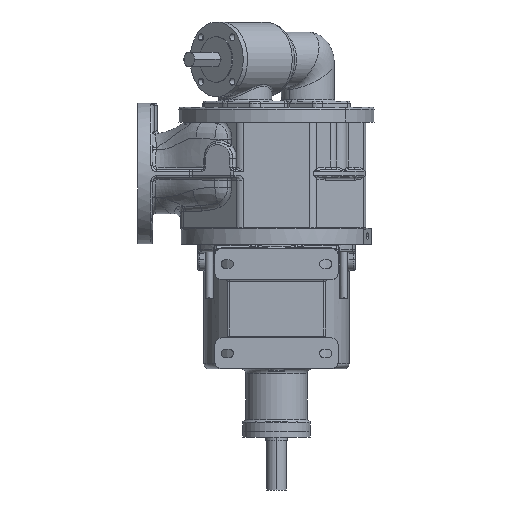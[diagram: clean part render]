
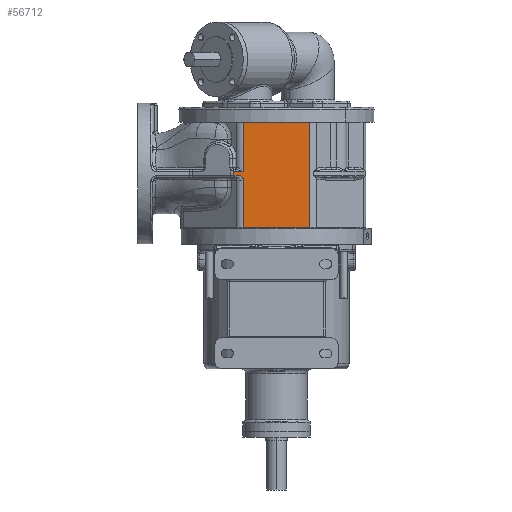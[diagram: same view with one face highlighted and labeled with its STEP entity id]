
A CAD part, front view. The second image highlights one B-rep face of the part: STEP entity #56712.
In plain terms, the highlighted planar face has unit normal (0, -1, 0).
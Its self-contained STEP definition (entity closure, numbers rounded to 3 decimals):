
#10675=DIRECTION('',(0.,0.,-1.));
#10676=VECTOR('',#10675,80.);
#10677=CARTESIAN_POINT('',(-53.848,-145.,168.5));
#10678=LINE('',#10677,#10676);
#10717=DIRECTION('',(-1.,0.,0.));
#10718=VECTOR('',#10717,107.696);
#10719=CARTESIAN_POINT('',(53.848,-145.,168.5));
#10720=LINE('',#10719,#10718);
#10721=DIRECTION('',(0.,0.,-1.));
#10722=VECTOR('',#10721,171.5);
#10723=CARTESIAN_POINT('',(53.848,-145.,168.5));
#10724=LINE('',#10723,#10722);
#10725=DIRECTION('',(-1.,0.,0.));
#10726=VECTOR('',#10725,107.696);
#10727=CARTESIAN_POINT('',(53.848,-145.,-3.));
#10728=LINE('',#10727,#10726);
#10729=CARTESIAN_POINT('',(-53.848,-145.,74.5));
#10730=CARTESIAN_POINT('',(-53.848,-145.,74.581));
#10731=CARTESIAN_POINT('',(-53.851,-145.,74.742));
#10732=CARTESIAN_POINT('',(-53.865,-145.,74.984));
#10733=CARTESIAN_POINT('',(-53.89,-145.,75.226));
#10734=CARTESIAN_POINT('',(-53.924,-145.,75.468));
#10735=CARTESIAN_POINT('',(-53.968,-145.,75.712));
#10736=CARTESIAN_POINT('',(-54.022,-145.,75.958));
#10737=CARTESIAN_POINT('',(-54.088,-145.,76.207));
#10738=CARTESIAN_POINT('',(-54.165,-145.,76.459));
#10739=CARTESIAN_POINT('',(-54.254,-145.,76.715));
#10740=CARTESIAN_POINT('',(-54.355,-145.,76.973));
#10741=CARTESIAN_POINT('',(-54.47,-145.,77.235));
#10742=CARTESIAN_POINT('',(-54.597,-145.,77.499));
#10743=CARTESIAN_POINT('',(-54.737,-145.,77.765));
#10744=CARTESIAN_POINT('',(-54.891,-145.,78.031));
#10745=CARTESIAN_POINT('',(-55.058,-145.,78.297));
#10746=CARTESIAN_POINT('',(-55.237,-145.,78.561));
#10747=CARTESIAN_POINT('',(-55.428,-145.,78.821));
#10748=CARTESIAN_POINT('',(-55.631,-145.,79.078));
#10749=CARTESIAN_POINT('',(-55.844,-145.,79.329));
#10750=CARTESIAN_POINT('',(-56.068,-145.,79.573));
#10751=CARTESIAN_POINT('',(-56.302,-145.,79.81));
#10752=CARTESIAN_POINT('',(-56.544,-145.,80.04));
#10753=CARTESIAN_POINT('',(-56.795,-145.,80.261));
#10754=CARTESIAN_POINT('',(-57.054,-145.,80.473));
#10755=CARTESIAN_POINT('',(-57.321,-145.,80.676));
#10756=CARTESIAN_POINT('',(-57.595,-145.,80.869));
#10757=CARTESIAN_POINT('',(-57.876,-145.,81.053));
#10758=CARTESIAN_POINT('',(-58.163,-145.,81.226));
#10759=CARTESIAN_POINT('',(-58.457,-145.,81.389));
#10760=CARTESIAN_POINT('',(-58.756,-145.,81.542));
#10761=CARTESIAN_POINT('',(-59.061,-145.,81.683));
#10762=CARTESIAN_POINT('',(-59.37,-145.,81.814));
#10763=CARTESIAN_POINT('',(-59.685,-145.,81.934));
#10764=CARTESIAN_POINT('',(-60.005,-145.,82.043));
#10765=CARTESIAN_POINT('',(-60.329,-145.,82.14));
#10766=CARTESIAN_POINT('',(-60.657,-145.,82.227));
#10767=CARTESIAN_POINT('',(-60.99,-145.,82.301));
#10768=CARTESIAN_POINT('',(-61.327,-145.,82.365));
#10769=CARTESIAN_POINT('',(-61.668,-145.,82.416));
#10770=CARTESIAN_POINT('',(-62.013,-145.,82.456));
#10771=CARTESIAN_POINT('',(-62.362,-145.,82.484));
#10772=CARTESIAN_POINT('',(-62.716,-145.,82.499));
#10773=CARTESIAN_POINT('',(-63.075,-145.,82.503));
#10774=CARTESIAN_POINT('',(-63.44,-145.,82.493));
#10775=CARTESIAN_POINT('',(-63.813,-145.,82.471));
#10776=CARTESIAN_POINT('',(-64.195,-145.,82.434));
#10777=CARTESIAN_POINT('',(-64.59,-145.,82.383));
#10778=CARTESIAN_POINT('',(-65.001,-145.,82.316));
#10779=CARTESIAN_POINT('',(-65.453,-145.,82.227));
#10780=CARTESIAN_POINT('',(-65.928,-145.,82.117));
#10781=CARTESIAN_POINT('',(-66.354,-145.,82.007));
#10782=CARTESIAN_POINT('',(-66.727,-145.,81.905));
#10783=CARTESIAN_POINT('',(-67.059,-145.,81.813));
#10784=CARTESIAN_POINT('',(-67.358,-145.,81.732));
#10785=CARTESIAN_POINT('',(-67.627,-145.,81.663));
#10786=CARTESIAN_POINT('',(-67.87,-145.,81.606));
#10787=CARTESIAN_POINT('',(-68.086,-145.,81.563));
#10788=CARTESIAN_POINT('',(-68.276,-145.,81.532));
#10789=CARTESIAN_POINT('',(-68.443,-145.,81.513));
#10790=CARTESIAN_POINT('',(-68.589,-145.,
81.502));
#10791=CARTESIAN_POINT('',(-68.677,-145.,
81.5));
#10792=CARTESIAN_POINT('',(-68.718,-145.,81.5));
#10794=DIRECTION('',(-1.,0.,0.));
#10795=VECTOR('',#10794,1.31);
#10796=CARTESIAN_POINT('',(-68.718,-145.,81.5));
#10797=LINE('',#10796,#10795);
#10798=DIRECTION('',(0.,0.,1.));
#10799=VECTOR('',#10798,7.48);
#10800=CARTESIAN_POINT('',(-70.027,-145.,81.5));
#10801=LINE('',#10800,#10799);
#10802=CARTESIAN_POINT('',(-70.027,-145.,88.98));
#10803=CARTESIAN_POINT('',(-69.939,-145.,
88.948));
#10804=CARTESIAN_POINT('',(-69.761,-145.,
88.889));
#10805=CARTESIAN_POINT('',(-69.489,-145.,
88.808));
#10806=CARTESIAN_POINT('',(-69.213,-145.,
88.736));
#10807=CARTESIAN_POINT('',(-68.935,-145.,88.673));
#10808=CARTESIAN_POINT('',(-68.653,-145.,88.62));
#10809=CARTESIAN_POINT('',(-68.369,-145.,
88.577));
#10810=CARTESIAN_POINT('',(-68.083,-145.,
88.542));
#10811=CARTESIAN_POINT('',(-67.795,-145.,
88.518));
#10812=CARTESIAN_POINT('',(-67.507,-145.,
88.503));
#10813=CARTESIAN_POINT('',(-67.314,-145.,
88.5));
#10814=CARTESIAN_POINT('',(-67.218,-145.,88.5));
#10816=DIRECTION('',(1.,0.,0.));
#10817=VECTOR('',#10816,13.37);
#10818=CARTESIAN_POINT('',(-67.218,-145.,88.5));
#10819=LINE('',#10818,#10817);
#20877=DIRECTION('',(0.,0.,-1.));
#20878=VECTOR('',#20877,77.5);
#20879=CARTESIAN_POINT('',(-53.848,-145.,74.5));
#20880=LINE('',#20879,#20878);
#21296=CARTESIAN_POINT('',(-53.848,-145.,88.5));
#25784=CARTESIAN_POINT('',(-70.027,-145.,81.5));
#25785=VERTEX_POINT('',#25784);
#25786=VERTEX_POINT('',#10802);
#25787=VERTEX_POINT('',#10814);
#25908=CARTESIAN_POINT('',(53.848,-145.,-3.));
#25909=VERTEX_POINT('',#25908);
#25910=CARTESIAN_POINT('',(-53.848,-145.,-3.));
#25911=VERTEX_POINT('',#25910);
#26069=VERTEX_POINT('',#21296);
#26148=CARTESIAN_POINT('',(-68.718,-145.,81.5));
#26149=VERTEX_POINT('',#26148);
#26151=CARTESIAN_POINT('',(-53.848,-145.,74.5));
#26153=VERTEX_POINT('',#26151);
#26668=CARTESIAN_POINT('',(53.848,-145.,168.5));
#26669=CARTESIAN_POINT('',(-53.848,-145.,168.5));
#26670=VERTEX_POINT('',#26668);
#26671=VERTEX_POINT('',#26669);
#56687=CARTESIAN_POINT('',(60.061,-145.,85.));
#56688=DIRECTION('',(0.,-1.,0.));
#56689=DIRECTION('',(-1.,0.,0.));
#56690=AXIS2_PLACEMENT_3D('',#56687,#56688,#56689);
#56691=PLANE('',#56690);
#56692=ORIENTED_EDGE('',*,*,#32224,.F.);
#56694=ORIENTED_EDGE('',*,*,#56693,.T.);
#56696=ORIENTED_EDGE('',*,*,#56695,.T.);
#56698=ORIENTED_EDGE('',*,*,#56697,.F.);
#56700=ORIENTED_EDGE('',*,*,#56699,.T.);
#56702=ORIENTED_EDGE('',*,*,#56701,.T.);
#56704=ORIENTED_EDGE('',*,*,#56703,.T.);
#56706=ORIENTED_EDGE('',*,*,#56705,.T.);
#56708=ORIENTED_EDGE('',*,*,#56707,.T.);
#56709=ORIENTED_EDGE('',*,*,#56677,.F.);
#56710=EDGE_LOOP('',(#56692,#56694,#56696,#56698,#56700,#56702,#56704,#56706,
#56708,#56709));
#56711=FACE_OUTER_BOUND('',#56710,.F.);
#56712=ADVANCED_FACE('',(#56711),#56691,.T.);
#10793=B_SPLINE_CURVE_WITH_KNOTS('',3,(#10729,#10730,#10731,#10732,#10733,
#10734,#10735,#10736,#10737,#10738,#10739,#10740,#10741,#10742,#10743,#10744,
#10745,#10746,#10747,#10748,#10749,#10750,#10751,#10752,#10753,#10754,#10755,
#10756,#10757,#10758,#10759,#10760,#10761,#10762,#10763,#10764,#10765,#10766,
#10767,#10768,#10769,#10770,#10771,#10772,#10773,#10774,#10775,#10776,#10777,
#10778,#10779,#10780,#10781,#10782,#10783,#10784,#10785,#10786,#10787,#10788,
#10789,#10790,#10791,#10792),.UNSPECIFIED.,.F.,.F.,(4,1,1,1,1,1,1,1,1,1,1,1,1,1,
1,1,1,1,1,1,1,1,1,1,1,1,1,1,1,1,1,1,1,1,1,1,1,1,1,1,1,1,1,1,1,1,1,1,1,1,1,1,1,1,
1,1,1,1,1,1,1,4),(0.,0.016,0.033,0.049,
0.066,0.082,0.098,0.115,
0.131,0.148,0.164,0.18,
0.197,0.213,0.23,0.246,
0.262,0.279,0.295,0.311,
0.328,0.344,0.361,0.377,
0.393,0.41,0.426,0.443,
0.459,0.475,0.492,0.508,
0.525,0.541,0.557,0.574,
0.59,0.607,0.623,0.639,
0.656,0.672,0.689,0.705,
0.721,0.738,0.754,0.77,
0.787,0.803,0.82,0.836,
0.852,0.869,0.885,0.902,
0.918,0.934,0.951,0.967,
0.984,1.),.UNSPECIFIED.);
#10815=B_SPLINE_CURVE_WITH_KNOTS('',3,(#10802,#10803,#10804,#10805,#10806,
#10807,#10808,#10809,#10810,#10811,#10812,#10813,#10814),.UNSPECIFIED.,.F.,.F.,(
4,1,1,1,1,1,1,1,1,1,4),(0.,0.1,0.2,0.3,0.4,0.5,0.6,0.7,0.8,
0.9,1.),.UNSPECIFIED.);
#32224=EDGE_CURVE('',#26670,#26671,#10720,.T.);
#56677=EDGE_CURVE('',#26671,#26069,#10678,.T.);
#56693=EDGE_CURVE('',#26670,#25909,#10724,.T.);
#56695=EDGE_CURVE('',#25909,#25911,#10728,.T.);
#56697=EDGE_CURVE('',#26153,#25911,#20880,.T.);
#56699=EDGE_CURVE('',#26153,#26149,#10793,.T.);
#56701=EDGE_CURVE('',#26149,#25785,#10797,.T.);
#56703=EDGE_CURVE('',#25785,#25786,#10801,.T.);
#56705=EDGE_CURVE('',#25786,#25787,#10815,.T.);
#56707=EDGE_CURVE('',#25787,#26069,#10819,.T.);
